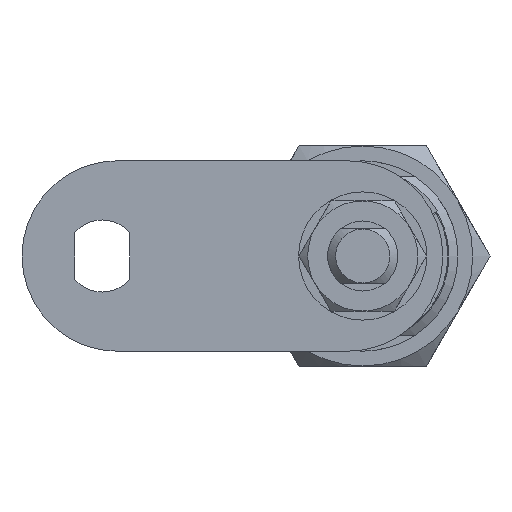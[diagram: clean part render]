
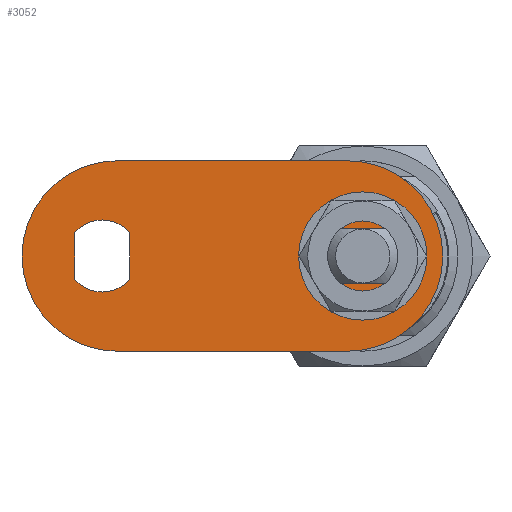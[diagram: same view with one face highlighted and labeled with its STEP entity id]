
A CAD part, left-side view. The second image highlights one B-rep face of the part: STEP entity #3052.
In plain terms, the highlighted face is planar.
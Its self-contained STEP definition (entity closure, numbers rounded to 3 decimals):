
#15 = VERTEX_POINT ( 'NONE', #763 ) ;
#88 = ORIENTED_EDGE ( 'NONE', *, *, #3888, .T. ) ;
#95 = DIRECTION ( 'NONE',  ( 0., 0., 1. ) ) ;
#163 = VERTEX_POINT ( 'NONE', #2253 ) ;
#187 = CARTESIAN_POINT ( 'NONE',  ( 0., 11.5, 1.15 ) ) ;
#204 = VECTOR ( 'NONE', #1529, 1000. ) ;
#205 = CARTESIAN_POINT ( 'NONE',  ( 2.75, -10.677, 1.15 ) ) ;
#206 = CARTESIAN_POINT ( 'NONE',  ( 2.75, -10.677, 1.15 ) ) ;
#233 = CARTESIAN_POINT ( 'NONE',  ( 9.5, 11.5, 1.15 ) ) ;
#284 = DIRECTION ( 'NONE',  ( 0., 0., 1. ) ) ;
#310 = LINE ( 'NONE', #1220, #204 ) ;
#320 = DIRECTION ( 'NONE',  ( 1., 0., 0. ) ) ;
#371 = DIRECTION ( 'NONE',  ( 0., -1., 0. ) ) ;
#374 = EDGE_CURVE ( 'NONE', #392, #1889, #2644, .T. ) ;
#388 = DIRECTION ( 'NONE',  ( -1., 0., 0. ) ) ;
#392 = VERTEX_POINT ( 'NONE', #205 ) ;
#497 = ORIENTED_EDGE ( 'NONE', *, *, #2374, .F. ) ;
#514 = DIRECTION ( 'NONE',  ( 1., 0., 0. ) ) ;
#522 = DIRECTION ( 'NONE',  ( 0., 1., 0. ) ) ;
#531 = DIRECTION ( 'NONE',  ( 1., 0., 0. ) ) ;
#544 = CARTESIAN_POINT ( 'NONE',  ( -9.5, 11.5, 1.15 ) ) ;
#554 = DIRECTION ( 'NONE',  ( 0., 0., 1. ) ) ;
#631 = ORIENTED_EDGE ( 'NONE', *, *, #374, .F. ) ;
#704 = ORIENTED_EDGE ( 'NONE', *, *, #2877, .F. ) ;
#715 = AXIS2_PLACEMENT_3D ( 'NONE', #913, #2182, #320 ) ;
#749 = AXIS2_PLACEMENT_3D ( 'NONE', #3032, #1185, #3333 ) ;
#752 = EDGE_CURVE ( 'NONE', #1889, #3503, #2299, .T. ) ;
#762 = EDGE_LOOP ( 'NONE', ( #3611, #631, #704, #3574 ) ) ;
#763 = CARTESIAN_POINT ( 'NONE',  ( -9.5, -11.5, 1.15 ) ) ;
#812 = CARTESIAN_POINT ( 'NONE',  ( 9.5, -11.5, 1.15 ) ) ;
#849 = LINE ( 'NONE', #544, #3948 ) ;
#913 = CARTESIAN_POINT ( 'NONE',  ( 0., 11.5, 1.15 ) ) ;
#955 = CARTESIAN_POINT ( 'NONE',  ( -9.5, 11.5, 1.15 ) ) ;
#959 = VECTOR ( 'NONE', #531, 1000. ) ;
#986 = EDGE_CURVE ( 'NONE', #3503, #3839, #1919, .T. ) ;
#1025 = VERTEX_POINT ( 'NONE', #2602 ) ;
#1082 = EDGE_LOOP ( 'NONE', ( #88, #3862, #3470, #3752 ) ) ;
#1142 = CARTESIAN_POINT ( 'NONE',  ( 0., -13., 1.15 ) ) ;
#1185 = DIRECTION ( 'NONE',  ( 0., 0., 1. ) ) ;
#1220 = CARTESIAN_POINT ( 'NONE',  ( 9.5, 11.5, 1.15 ) ) ;
#1240 = EDGE_CURVE ( 'NONE', #2804, #2652, #310, .T. ) ;
#1308 = CARTESIAN_POINT ( 'NONE',  ( 0., 13., 1.15 ) ) ;
#1451 = DIRECTION ( 'NONE',  ( 1., 0., 0. ) ) ;
#1475 = EDGE_CURVE ( 'NONE', #2812, #1551, #2295, .T. ) ;
#1528 = VECTOR ( 'NONE', #388, 1000. ) ;
#1529 = DIRECTION ( 'NONE',  ( 0., 1., 0. ) ) ;
#1551 = VERTEX_POINT ( 'NONE', #2096 ) ;
#1558 = EDGE_LOOP ( 'NONE', ( #3958, #2372, #3072, #497, #2240 ) ) ;
#1606 = DIRECTION ( 'NONE',  ( 1., 0., 0. ) ) ;
#1642 = EDGE_CURVE ( 'NONE', #2256, #1025, #1915, .T. ) ;
#1876 = CARTESIAN_POINT ( 'NONE',  ( 2.75, -15.323, 1.15 ) ) ;
#1881 = PLANE ( 'NONE',  #715 ) ;
#1889 = VERTEX_POINT ( 'NONE', #3550 ) ;
#1915 = CIRCLE ( 'NONE', #2200, 3.6 ) ;
#1916 = LINE ( 'NONE', #3932, #959 ) ;
#1919 = CIRCLE ( 'NONE', #3697, 3.6 ) ;
#1972 = CARTESIAN_POINT ( 'NONE',  ( 0., -13., 1.15 ) ) ;
#2096 = CARTESIAN_POINT ( 'NONE',  ( 2.323, 15.75, 1.15 ) ) ;
#2144 = CARTESIAN_POINT ( 'NONE',  ( 0., -11.5, 1.15 ) ) ;
#2182 = DIRECTION ( 'NONE',  ( 0., 0., 1. ) ) ;
#2200 = AXIS2_PLACEMENT_3D ( 'NONE', #1308, #3452, #1606 ) ;
#2230 = CARTESIAN_POINT ( 'NONE',  ( -2.75, -10.677, 1.15 ) ) ;
#2240 = ORIENTED_EDGE ( 'NONE', *, *, #1475, .F. ) ;
#2252 = CARTESIAN_POINT ( 'NONE',  ( -2.323, 15.75, 1.15 ) ) ;
#2253 = CARTESIAN_POINT ( 'NONE',  ( -2.323, 10.25, 1.15 ) ) ;
#2256 = VERTEX_POINT ( 'NONE', #3395 ) ;
#2271 = DIRECTION ( 'NONE',  ( 1., 0., 0. ) ) ;
#2295 = CIRCLE ( 'NONE', #749, 3.6 ) ;
#2299 = LINE ( 'NONE', #2230, #3212 ) ;
#2317 = AXIS2_PLACEMENT_3D ( 'NONE', #2144, #284, #2454 ) ;
#2332 = FACE_BOUND ( 'NONE', #1558, .T. ) ;
#2367 = DIRECTION ( 'NONE',  ( 0., 0., 1. ) ) ;
#2372 = ORIENTED_EDGE ( 'NONE', *, *, #4016, .F. ) ;
#2374 = EDGE_CURVE ( 'NONE', #1551, #2256, #3999, .T. ) ;
#2399 = DIRECTION ( 'NONE',  ( 0., -1., 0. ) ) ;
#2409 = CARTESIAN_POINT ( 'NONE',  ( 0., 13., 1.15 ) ) ;
#2454 = DIRECTION ( 'NONE',  ( 1., 0., 0. ) ) ;
#2538 = EDGE_CURVE ( 'NONE', #15, #2804, #3798, .T. ) ;
#2602 = CARTESIAN_POINT ( 'NONE',  ( -3.6, 13., 1.15 ) ) ;
#2643 = AXIS2_PLACEMENT_3D ( 'NONE', #187, #2367, #514 ) ;
#2644 = CIRCLE ( 'NONE', #2790, 3.6 ) ;
#2652 = VERTEX_POINT ( 'NONE', #233 ) ;
#2666 = CARTESIAN_POINT ( 'NONE',  ( 2.323, 10.25, 1.15 ) ) ;
#2723 = DIRECTION ( 'NONE',  ( 1., 0., 0. ) ) ;
#2790 = AXIS2_PLACEMENT_3D ( 'NONE', #1142, #3290, #1451 ) ;
#2804 = VERTEX_POINT ( 'NONE', #812 ) ;
#2812 = VERTEX_POINT ( 'NONE', #2666 ) ;
#2877 = EDGE_CURVE ( 'NONE', #3839, #392, #2914, .T. ) ;
#2914 = LINE ( 'NONE', #206, #3644 ) ;
#3032 = CARTESIAN_POINT ( 'NONE',  ( 0., 13., 1.15 ) ) ;
#3052 = ADVANCED_FACE ( 'NONE', ( #3994, #3248, #2332 ), #1881, .T. ) ;
#3072 = ORIENTED_EDGE ( 'NONE', *, *, #1642, .F. ) ;
#3078 = VERTEX_POINT ( 'NONE', #955 ) ;
#3212 = VECTOR ( 'NONE', #371, 1000. ) ;
#3248 = FACE_OUTER_BOUND ( 'NONE', #1082, .T. ) ;
#3290 = DIRECTION ( 'NONE',  ( 0., 0., 1. ) ) ;
#3333 = DIRECTION ( 'NONE',  ( 1., 0., 0. ) ) ;
#3340 = CARTESIAN_POINT ( 'NONE',  ( -2.75, -15.323, 1.15 ) ) ;
#3395 = CARTESIAN_POINT ( 'NONE',  ( -2.323, 15.75, 1.15 ) ) ;
#3448 = EDGE_CURVE ( 'NONE', #3078, #15, #849, .T. ) ;
#3452 = DIRECTION ( 'NONE',  ( 0., 0., 1. ) ) ;
#3460 = CIRCLE ( 'NONE', #2643, 9.5 ) ;
#3469 = AXIS2_PLACEMENT_3D ( 'NONE', #2409, #554, #2723 ) ;
#3470 = ORIENTED_EDGE ( 'NONE', *, *, #2538, .T. ) ;
#3503 = VERTEX_POINT ( 'NONE', #3340 ) ;
#3550 = CARTESIAN_POINT ( 'NONE',  ( -2.75, -10.677, 1.15 ) ) ;
#3574 = ORIENTED_EDGE ( 'NONE', *, *, #986, .F. ) ;
#3611 = ORIENTED_EDGE ( 'NONE', *, *, #752, .F. ) ;
#3624 = EDGE_CURVE ( 'NONE', #163, #2812, #1916, .T. ) ;
#3644 = VECTOR ( 'NONE', #522, 1000. ) ;
#3697 = AXIS2_PLACEMENT_3D ( 'NONE', #1972, #95, #2271 ) ;
#3752 = ORIENTED_EDGE ( 'NONE', *, *, #1240, .T. ) ;
#3798 = CIRCLE ( 'NONE', #2317, 9.5 ) ;
#3839 = VERTEX_POINT ( 'NONE', #1876 ) ;
#3862 = ORIENTED_EDGE ( 'NONE', *, *, #3448, .T. ) ;
#3888 = EDGE_CURVE ( 'NONE', #2652, #3078, #3460, .T. ) ;
#3906 = CIRCLE ( 'NONE', #3469, 3.6 ) ;
#3932 = CARTESIAN_POINT ( 'NONE',  ( -2.323, 10.25, 1.15 ) ) ;
#3948 = VECTOR ( 'NONE', #2399, 1000. ) ;
#3958 = ORIENTED_EDGE ( 'NONE', *, *, #3624, .F. ) ;
#3994 = FACE_BOUND ( 'NONE', #762, .T. ) ;
#3999 = LINE ( 'NONE', #2252, #1528 ) ;
#4016 = EDGE_CURVE ( 'NONE', #1025, #163, #3906, .T. ) ;
